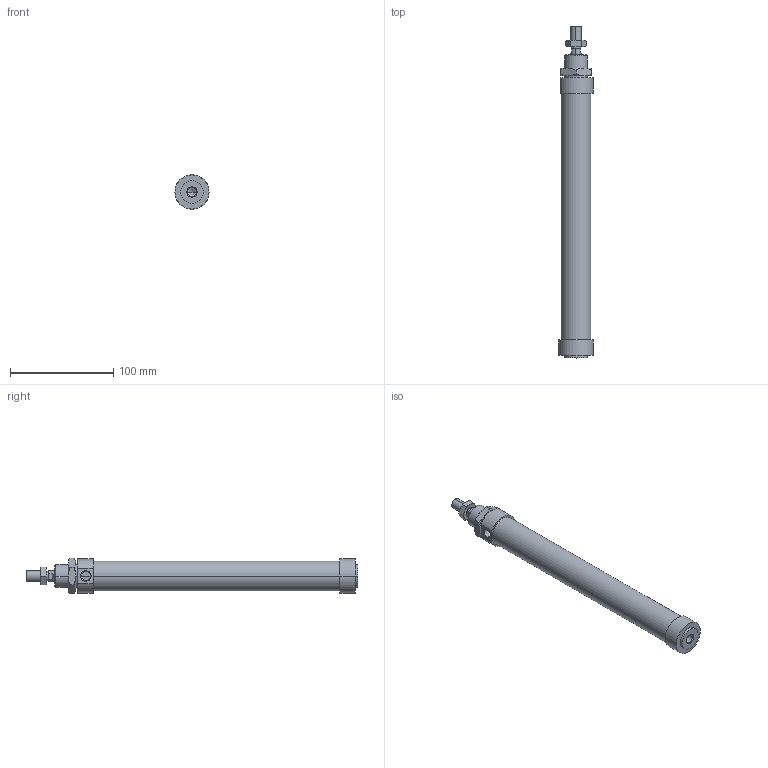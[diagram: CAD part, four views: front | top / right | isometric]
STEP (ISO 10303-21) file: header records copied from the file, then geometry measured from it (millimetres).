
FILE_DESCRIPTION((''),'2;1');
FILE_NAME('1261_25_0200.stp','2003-04-02T17:18:23',('maffial1'),(''),'Autodesk Inventor (R) 6.0','Autodesk Inventor (R) 6.0','');
FILE_SCHEMA(('AUTOMOTIVE_DESIGN { 1 0 10303 214 1 1 1 1 }'));
Length unit declared in the file: millimetre
Products named in the file (5): 1261_25_0200; S1260_25_200; C1261_25_200; 1200_25_05; 1200_25_06
Assembly tree (4 placements, depth 2):
  1261_25_0200
    S1260_25_200
    C1261_25_200
    1200_25_05
    1200_25_06
Bounding box: 33 x 321.5 x 34.64 mm (x, y, z)
Volume: 197634.1 mm3; surface area: 47869.2 mm2
Topology: 4 solids, 4 shells, 110 faces, 233 edges, 137 vertices
Faces by surface type: cone 36, plane 35, bspline 21, cylinder 18
Entity records: 3270 total; most frequent: CARTESIAN_POINT 926, DIRECTION 485, ORIENTED_EDGE 462, EDGE_CURVE 231, AXIS2_PLACEMENT_3D 204, VERTEX_POINT 137, EDGE_LOOP 122, FACE_OUTER_BOUND 110
